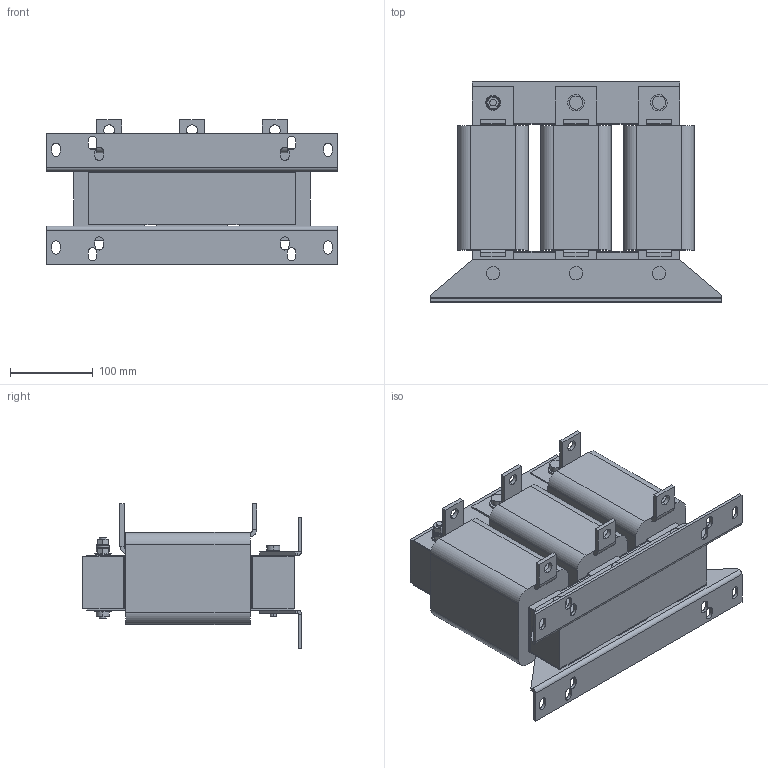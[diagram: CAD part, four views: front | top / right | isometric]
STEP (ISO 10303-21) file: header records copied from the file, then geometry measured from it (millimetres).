
FILE_DESCRIPTION (( 'STEP AP214' ), '1' );
FILE_NAME ('343665.STEP', '2021-03-17T12:33:15', ( '' ), ( '' ), 'SwSTEP 2.0', 'SolidWorks 2018', '' );
FILE_SCHEMA (( 'AUTOMOTIVE_DESIGN' ));
Length unit declared in the file: millimetre
Products named in the file (1): 343665
Bounding box: 352 x 265.15 x 174 mm (x, y, z)
Volume: 6141174.7 mm3; surface area: 440281.4 mm2
Topology: 1 solids, 1 shells, 395 faces, 998 edges, 630 vertices
Faces by surface type: plane 261, cylinder 122, cone 6, torus 6
Entity records: 11976 total; most frequent: CARTESIAN_POINT 2180, DIRECTION 2040, ORIENTED_EDGE 1996, EDGE_CURVE 998, VECTOR 700, LINE 700, AXIS2_PLACEMENT_3D 670, VERTEX_POINT 630
